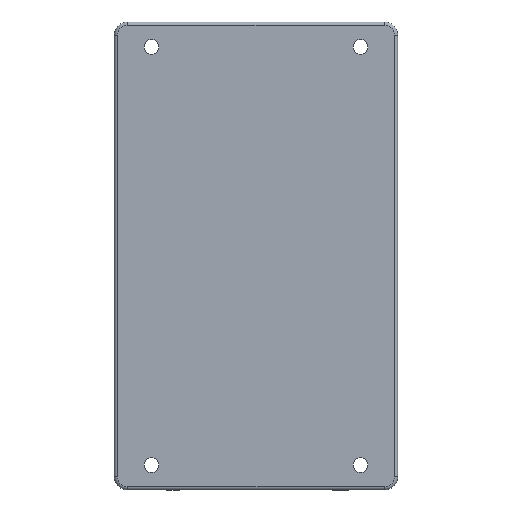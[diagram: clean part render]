
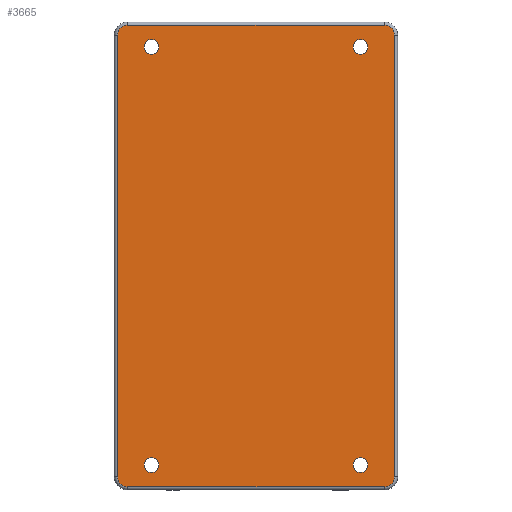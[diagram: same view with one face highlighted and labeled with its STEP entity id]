
A CAD part, front view. The second image highlights one B-rep face of the part: STEP entity #3665.
In plain terms, the highlighted planar face has unit normal (0, -1, 0).
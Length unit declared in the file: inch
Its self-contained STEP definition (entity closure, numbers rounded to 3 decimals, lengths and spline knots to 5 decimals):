
#3614 = VERTEX_POINT ( 'NONE', #7876 ) ;
#3659 = VERTEX_POINT ( 'NONE', #7862 ) ;
#3661 = VERTEX_POINT ( 'NONE', #7815 ) ;
#3662 = VERTEX_POINT ( 'NONE', #7820 ) ;
#3663 = EDGE_CURVE ( 'NONE', #3614, #3661, #7810, .T. ) ;
#3665 = ADVANCED_FACE ( 'NONE', ( #7701, #7696, #7816, #7744, #7859 ), #7700, .F. ) ;
#3666 = ORIENTED_EDGE ( 'NONE', *, *, #3716, .T. ) ;
#3667 = ORIENTED_EDGE ( 'NONE', *, *, #3663, .T. ) ;
#3669 = EDGE_CURVE ( 'NONE', #3662, #3835, #7671, .T. ) ;
#3670 = EDGE_CURVE ( 'NONE', #3718, #3614, #7673, .T. ) ;
#3671 = EDGE_CURVE ( 'NONE', #3835, #3717, #7672, .T. ) ;
#3709 = ORIENTED_EDGE ( 'NONE', *, *, #5340, .T. ) ;
#3710 = ORIENTED_EDGE ( 'NONE', *, *, #3671, .T. ) ;
#3711 = ORIENTED_EDGE ( 'NONE', *, *, #5523, .T. ) ;
#3713 = ORIENTED_EDGE ( 'NONE', *, *, #3669, .T. ) ;
#3714 = ORIENTED_EDGE ( 'NONE', *, *, #3715, .T. ) ;
#3715 = EDGE_CURVE ( 'NONE', #3834, #3659, #7900, .T. ) ;
#3716 = EDGE_CURVE ( 'NONE', #3661, #3834, #7889, .T. ) ;
#3717 = VERTEX_POINT ( 'NONE', #7894 ) ;
#3718 = VERTEX_POINT ( 'NONE', #7886 ) ;
#3719 = EDGE_CURVE ( 'NONE', #3659, #3662, #7908, .T. ) ;
#3720 = EDGE_CURVE ( 'NONE', #3717, #3718, #8124, .T. ) ;
#3721 = ORIENTED_EDGE ( 'NONE', *, *, #3719, .T. ) ;
#3729 = ORIENTED_EDGE ( 'NONE', *, *, #3720, .T. ) ;
#3731 = ORIENTED_EDGE ( 'NONE', *, *, #3670, .T. ) ;
#3732 = EDGE_LOOP ( 'NONE', ( #3733, #3735 ) ) ;
#3733 = ORIENTED_EDGE ( 'NONE', *, *, #5732, .T. ) ;
#3734 = EDGE_LOOP ( 'NONE', ( #3737, #3711 ) ) ;
#3735 = ORIENTED_EDGE ( 'NONE', *, *, #5558, .T. ) ;
#3736 = ORIENTED_EDGE ( 'NONE', *, *, #5727, .T. ) ;
#3737 = ORIENTED_EDGE ( 'NONE', *, *, #5048, .T. ) ;
#3738 = EDGE_LOOP ( 'NONE', ( #3736, #3709 ) ) ;
#3739 = ORIENTED_EDGE ( 'NONE', *, *, #5179, .T. ) ;
#3740 = EDGE_LOOP ( 'NONE', ( #3739, #3743 ) ) ;
#3743 = ORIENTED_EDGE ( 'NONE', *, *, #5495, .T. ) ;
#3831 = EDGE_LOOP ( 'NONE', ( #3667, #3666, #3714, #3721, #3713, #3710, #3729, #3731 ) ) ;
#3834 = VERTEX_POINT ( 'NONE', #8018 ) ;
#3835 = VERTEX_POINT ( 'NONE', #8030 ) ;
#5048 = EDGE_CURVE ( 'NONE', #6770, #5424, #10078, .T. ) ;
#5179 = EDGE_CURVE ( 'NONE', #5563, #5562, #10632, .T. ) ;
#5328 = VERTEX_POINT ( 'NONE', #11108 ) ;
#5329 = VERTEX_POINT ( 'NONE', #10955 ) ;
#5338 = VERTEX_POINT ( 'NONE', #11096 ) ;
#5339 = VERTEX_POINT ( 'NONE', #11098 ) ;
#5340 = EDGE_CURVE ( 'NONE', #5338, #5339, #11094, .T. ) ;
#5424 = VERTEX_POINT ( 'NONE', #12480 ) ;
#5495 = EDGE_CURVE ( 'NONE', #5562, #5563, #11223, .T. ) ;
#5523 = EDGE_CURVE ( 'NONE', #5424, #6770, #11160, .T. ) ;
#5558 = EDGE_CURVE ( 'NONE', #5328, #5329, #11365, .T. ) ;
#5562 = VERTEX_POINT ( 'NONE', #11339 ) ;
#5563 = VERTEX_POINT ( 'NONE', #11345 ) ;
#5727 = EDGE_CURVE ( 'NONE', #5339, #5338, #11560, .T. ) ;
#5732 = EDGE_CURVE ( 'NONE', #5329, #5328, #11540, .T. ) ;
#6770 = VERTEX_POINT ( 'NONE', #11943 ) ;
#7658 = DIRECTION ( 'NONE',  ( 0., 0., 1. ) ) ;
#7659 = DIRECTION ( 'NONE',  ( 0., -1., 0. ) ) ;
#7660 = CARTESIAN_POINT ( 'NONE',  ( 1.21, 0., -2.08 ) ) ;
#7665 = DIRECTION ( 'NONE',  ( 0., 0., 1. ) ) ;
#7666 = DIRECTION ( 'NONE',  ( 0., -1., 0. ) ) ;
#7667 = AXIS2_PLACEMENT_3D ( 'NONE', #7695, #7666, #7665 ) ;
#7668 = AXIS2_PLACEMENT_3D ( 'NONE', #7660, #7659, #7658 ) ;
#7670 = VECTOR ( 'NONE', #7675, 39.37008 ) ;
#7671 = LINE ( 'NONE', #7691, #7670 ) ;
#7672 = CIRCLE ( 'NONE', #7668, 0.095 ) ;
#7673 = CIRCLE ( 'NONE', #7667, 0.095 ) ;
#7674 = DIRECTION ( 'NONE',  ( 0., 0., 1. ) ) ;
#7675 = DIRECTION ( 'NONE',  ( 1., 0., 0. ) ) ;
#7691 = CARTESIAN_POINT ( 'NONE',  ( -1.21, 0., -2.175 ) ) ;
#7694 = AXIS2_PLACEMENT_3D ( 'NONE', #7704, #7703, #7674 ) ;
#7695 = CARTESIAN_POINT ( 'NONE',  ( 1.21, 0., 2.08 ) ) ;
#7696 = FACE_BOUND ( 'NONE', #3732, .T. ) ;
#7697 = DIRECTION ( 'NONE',  ( -1., 0., 0. ) ) ;
#7698 = VECTOR ( 'NONE', #7697, 39.37008 ) ;
#7699 = CARTESIAN_POINT ( 'NONE',  ( -1.21, 0., 2.175 ) ) ;
#7700 = PLANE ( 'NONE',  #7694 ) ;
#7701 = FACE_OUTER_BOUND ( 'NONE', #3831, .T. ) ;
#7703 = DIRECTION ( 'NONE',  ( 0., 1., 0. ) ) ;
#7704 = CARTESIAN_POINT ( 'NONE',  ( -1.21, 0., -2.08 ) ) ;
#7744 = FACE_BOUND ( 'NONE', #3738, .T. ) ;
#7810 = LINE ( 'NONE', #7699, #7698 ) ;
#7815 = CARTESIAN_POINT ( 'NONE',  ( -1.21, 0., 2.175 ) ) ;
#7816 = FACE_BOUND ( 'NONE', #3734, .T. ) ;
#7820 = CARTESIAN_POINT ( 'NONE',  ( -1.21, 0., -2.175 ) ) ;
#7859 = FACE_BOUND ( 'NONE', #3740, .T. ) ;
#7862 = CARTESIAN_POINT ( 'NONE',  ( -1.305, 0., -2.08 ) ) ;
#7876 = CARTESIAN_POINT ( 'NONE',  ( 1.21, 0., 2.175 ) ) ;
#7886 = CARTESIAN_POINT ( 'NONE',  ( 1.305, 0., 2.08 ) ) ;
#7887 = VECTOR ( 'NONE', #7897, 39.37008 ) ;
#7888 = DIRECTION ( 'NONE',  ( 0., -1., 0. ) ) ;
#7889 = CIRCLE ( 'NONE', #7895, 0.095 ) ;
#7894 = CARTESIAN_POINT ( 'NONE',  ( 1.305, 0., -2.08 ) ) ;
#7895 = AXIS2_PLACEMENT_3D ( 'NONE', #7901, #7888, #8125 ) ;
#7897 = DIRECTION ( 'NONE',  ( 0., 0., -1. ) ) ;
#7898 = CARTESIAN_POINT ( 'NONE',  ( -1.305, 0., -2.08 ) ) ;
#7900 = LINE ( 'NONE', #7898, #7887 ) ;
#7901 = CARTESIAN_POINT ( 'NONE',  ( -1.21, 0., 2.08 ) ) ;
#7908 = CIRCLE ( 'NONE', #8119, 0.095 ) ;
#8018 = CARTESIAN_POINT ( 'NONE',  ( -1.305, 0., 2.08 ) ) ;
#8030 = CARTESIAN_POINT ( 'NONE',  ( 1.21, 0., -2.175 ) ) ;
#8111 = DIRECTION ( 'NONE',  ( 0., 0., 1. ) ) ;
#8112 = VECTOR ( 'NONE', #8111, 39.37008 ) ;
#8116 = DIRECTION ( 'NONE',  ( 0., 0., 1. ) ) ;
#8117 = DIRECTION ( 'NONE',  ( 0., -1., 0. ) ) ;
#8118 = CARTESIAN_POINT ( 'NONE',  ( -1.21, 0., -2.08 ) ) ;
#8119 = AXIS2_PLACEMENT_3D ( 'NONE', #8118, #8117, #8116 ) ;
#8120 = CARTESIAN_POINT ( 'NONE',  ( 1.305, 0., -2.08 ) ) ;
#8124 = LINE ( 'NONE', #8120, #8112 ) ;
#8125 = DIRECTION ( 'NONE',  ( 0., 0., 1. ) ) ;
#10071 = AXIS2_PLACEMENT_3D ( 'NONE', #10178, #10177, #10176 ) ;
#10078 = CIRCLE ( 'NONE', #10071, 0.07 ) ;
#10176 = DIRECTION ( 'NONE',  ( 0., 0., 1. ) ) ;
#10177 = DIRECTION ( 'NONE',  ( 0., 1., 0. ) ) ;
#10178 = CARTESIAN_POINT ( 'NONE',  ( -0.985, 0., 1.97 ) ) ;
#10617 = DIRECTION ( 'NONE',  ( 0., 0., 1. ) ) ;
#10618 = DIRECTION ( 'NONE',  ( 0., 1., 0. ) ) ;
#10632 = CIRCLE ( 'NONE', #10647, 0.07 ) ;
#10641 = CARTESIAN_POINT ( 'NONE',  ( -0.985, 0., -1.97 ) ) ;
#10647 = AXIS2_PLACEMENT_3D ( 'NONE', #10641, #10618, #10617 ) ;
#10955 = CARTESIAN_POINT ( 'NONE',  ( 0.985, 0., 2.04 ) ) ;
#11001 = DIRECTION ( 'NONE',  ( 0., 0., 1. ) ) ;
#11002 = DIRECTION ( 'NONE',  ( 0., 1., 0. ) ) ;
#11003 = CARTESIAN_POINT ( 'NONE',  ( 0.985, 0., -1.97 ) ) ;
#11087 = AXIS2_PLACEMENT_3D ( 'NONE', #11003, #11002, #11001 ) ;
#11094 = CIRCLE ( 'NONE', #11087, 0.07 ) ;
#11096 = CARTESIAN_POINT ( 'NONE',  ( 0.985, 0., -2.04 ) ) ;
#11098 = CARTESIAN_POINT ( 'NONE',  ( 0.985, 0., -1.9 ) ) ;
#11108 = CARTESIAN_POINT ( 'NONE',  ( 0.985, 0., 1.9 ) ) ;
#11154 = AXIS2_PLACEMENT_3D ( 'NONE', #11328, #11324, #11323 ) ;
#11160 = CIRCLE ( 'NONE', #11154, 0.07 ) ;
#11207 = DIRECTION ( 'NONE',  ( 0., 0., 1. ) ) ;
#11208 = DIRECTION ( 'NONE',  ( 0., 1., 0. ) ) ;
#11209 = CARTESIAN_POINT ( 'NONE',  ( -0.985, 0., -1.97 ) ) ;
#11222 = AXIS2_PLACEMENT_3D ( 'NONE', #11209, #11208, #11207 ) ;
#11223 = CIRCLE ( 'NONE', #11222, 0.07 ) ;
#11323 = DIRECTION ( 'NONE',  ( 0., 0., 1. ) ) ;
#11324 = DIRECTION ( 'NONE',  ( 0., 1., 0. ) ) ;
#11328 = CARTESIAN_POINT ( 'NONE',  ( -0.985, 0., 1.97 ) ) ;
#11339 = CARTESIAN_POINT ( 'NONE',  ( -0.985, 0., -2.04 ) ) ;
#11342 = DIRECTION ( 'NONE',  ( 0., 0., 1. ) ) ;
#11343 = DIRECTION ( 'NONE',  ( 0., 1., 0. ) ) ;
#11345 = CARTESIAN_POINT ( 'NONE',  ( -0.985, 0., -1.9 ) ) ;
#11357 = CARTESIAN_POINT ( 'NONE',  ( 0.985, 0., 1.97 ) ) ;
#11361 = AXIS2_PLACEMENT_3D ( 'NONE', #11357, #11343, #11342 ) ;
#11365 = CIRCLE ( 'NONE', #11361, 0.07 ) ;
#11536 = DIRECTION ( 'NONE',  ( 0., 0., 1. ) ) ;
#11537 = DIRECTION ( 'NONE',  ( 0., 1., 0. ) ) ;
#11538 = CARTESIAN_POINT ( 'NONE',  ( 0.985, 0., 1.97 ) ) ;
#11539 = AXIS2_PLACEMENT_3D ( 'NONE', #11538, #11537, #11536 ) ;
#11540 = CIRCLE ( 'NONE', #11539, 0.07 ) ;
#11551 = DIRECTION ( 'NONE',  ( 0., 0., 1. ) ) ;
#11552 = DIRECTION ( 'NONE',  ( 0., 1., 0. ) ) ;
#11553 = AXIS2_PLACEMENT_3D ( 'NONE', #11555, #11552, #11551 ) ;
#11555 = CARTESIAN_POINT ( 'NONE',  ( 0.985, 0., -1.97 ) ) ;
#11560 = CIRCLE ( 'NONE', #11553, 0.07 ) ;
#11943 = CARTESIAN_POINT ( 'NONE',  ( -0.985, 0., 2.04 ) ) ;
#12480 = CARTESIAN_POINT ( 'NONE',  ( -0.985, 0., 1.9 ) ) ;
